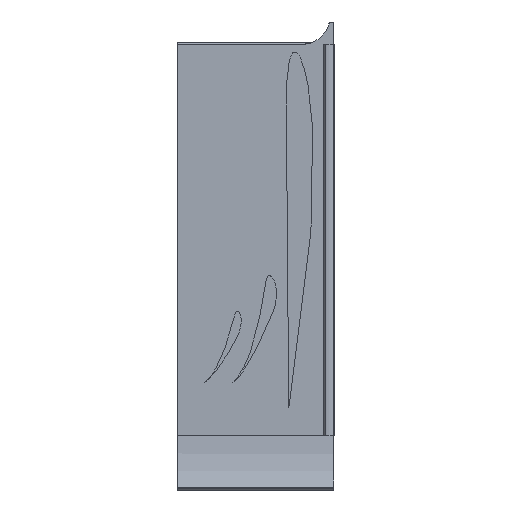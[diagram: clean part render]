
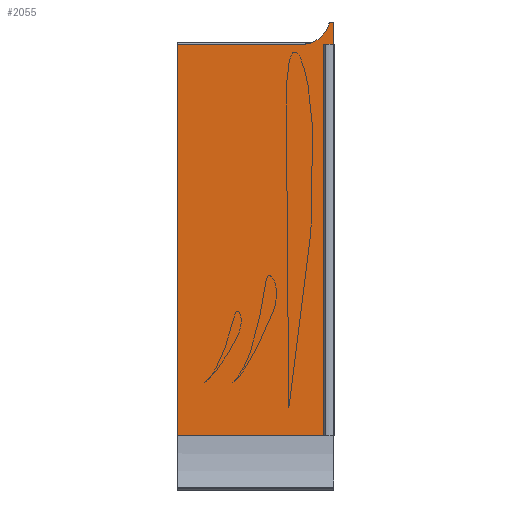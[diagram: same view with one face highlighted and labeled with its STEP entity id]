
A CAD part, left-side view. The second image highlights one B-rep face of the part: STEP entity #2055.
In plain terms, the highlighted planar face has unit normal (-1, 0, 0).
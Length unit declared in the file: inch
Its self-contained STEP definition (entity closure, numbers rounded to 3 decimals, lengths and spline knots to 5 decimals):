
#1 = ORIENTED_EDGE ( 'NONE', *, *, #3482, .T. ) ;
#30 = CARTESIAN_POINT ( 'NONE',  ( -26.30971, 8.75, 64.45264 ) ) ;
#41 = PLANE ( 'NONE',  #1188 ) ;
#61 = CARTESIAN_POINT ( 'NONE',  ( -26.30971, 0.88324, 65.45264 ) ) ;
#70 = DIRECTION ( 'NONE',  ( 0., -1., 0. ) ) ;
#155 = EDGE_CURVE ( 'NONE', #2566, #963, #1154, .T. ) ;
#237 = EDGE_CURVE ( 'NONE', #640, #587, #3354, .T. ) ;
#239 = CARTESIAN_POINT ( 'NONE',  ( -26.30971, 2.25, 64.45264 ) ) ;
#282 = CARTESIAN_POINT ( 'NONE',  ( -26.30971, 0.88324, 65.45264 ) ) ;
#355 = CARTESIAN_POINT ( 'NONE',  ( -26.30971, 8.75, 44.45264 ) ) ;
#556 = CIRCLE ( 'NONE', #1486, 0.13324 ) ;
#565 = DIRECTION ( 'NONE',  ( -1., 0., 0. ) ) ;
#587 = VERTEX_POINT ( 'NONE', #3371 ) ;
#640 = VERTEX_POINT ( 'NONE', #1403 ) ;
#704 = AXIS2_PLACEMENT_3D ( 'NONE', #2088, #943, #1570 ) ;
#909 = ORIENTED_EDGE ( 'NONE', *, *, #1885, .T. ) ;
#943 = DIRECTION ( 'NONE',  ( 1., 0., 0. ) ) ;
#963 = VERTEX_POINT ( 'NONE', #2200 ) ;
#967 = DIRECTION ( 'NONE',  ( 0., 0., -1. ) ) ;
#1022 = VERTEX_POINT ( 'NONE', #3556 ) ;
#1115 = FACE_OUTER_BOUND ( 'NONE', #3450, .T. ) ;
#1117 = DIRECTION ( 'NONE',  ( 0., 0., -1. ) ) ;
#1154 = LINE ( 'NONE', #1980, #2255 ) ;
#1188 = AXIS2_PLACEMENT_3D ( 'NONE', #1978, #2492, #1697 ) ;
#1200 = VERTEX_POINT ( 'NONE', #3509 ) ;
#1239 = CARTESIAN_POINT ( 'NONE',  ( -26.30971, 8.75, 64.45264 ) ) ;
#1246 = CIRCLE ( 'NONE', #3111, 0.13324 ) ;
#1314 = VECTOR ( 'NONE', #70, 39.37008 ) ;
#1335 = CARTESIAN_POINT ( 'NONE',  ( -26.30971, 0.88965, 64.45264 ) ) ;
#1341 = EDGE_CURVE ( 'NONE', #2487, #3184, #1759, .T. ) ;
#1403 = CARTESIAN_POINT ( 'NONE',  ( -26.30971, 0.75, 64.45264 ) ) ;
#1421 = LINE ( 'NONE', #30, #2315 ) ;
#1427 = LINE ( 'NONE', #355, #1314 ) ;
#1486 = AXIS2_PLACEMENT_3D ( 'NONE', #61, #565, #3347 ) ;
#1544 = ORIENTED_EDGE ( 'NONE', *, *, #2001, .F. ) ;
#1570 = DIRECTION ( 'NONE',  ( 0., 0., -1. ) ) ;
#1585 = DIRECTION ( 'NONE',  ( 0., -1., 0. ) ) ;
#1668 = VECTOR ( 'NONE', #967, 39.37008 ) ;
#1697 = DIRECTION ( 'NONE',  ( 0., 0., 1. ) ) ;
#1759 = CIRCLE ( 'NONE', #704, 1.40845 ) ;
#1788 = VECTOR ( 'NONE', #1585, 39.37008 ) ;
#1852 = LINE ( 'NONE', #2944, #1668 ) ;
#1885 = EDGE_CURVE ( 'NONE', #1022, #2487, #556, .T. ) ;
#1978 = CARTESIAN_POINT ( 'NONE',  ( -26.30971, 8.75, 64.45264 ) ) ;
#1980 = CARTESIAN_POINT ( 'NONE',  ( -26.30971, 8.75, 64.45264 ) ) ;
#2001 = EDGE_CURVE ( 'NONE', #2349, #1200, #1852, .T. ) ;
#2053 = EDGE_CURVE ( 'NONE', #587, #1022, #1246, .T. ) ;
#2055 = ADVANCED_FACE ( 'NONE', ( #1115 ), #41, .T. ) ;
#2088 = CARTESIAN_POINT ( 'NONE',  ( -26.30971, 2.37126, 65.85586 ) ) ;
#2200 = CARTESIAN_POINT ( 'NONE',  ( -26.30971, 8.75, 44.45264 ) ) ;
#2255 = VECTOR ( 'NONE', #1117, 39.37008 ) ;
#2282 = DIRECTION ( 'NONE',  ( -1., 0., 0. ) ) ;
#2315 = VECTOR ( 'NONE', #3096, 39.37008 ) ;
#2322 = ORIENTED_EDGE ( 'NONE', *, *, #1341, .T. ) ;
#2331 = EDGE_CURVE ( 'NONE', #963, #1200, #1427, .T. ) ;
#2349 = VERTEX_POINT ( 'NONE', #1335 ) ;
#2487 = VERTEX_POINT ( 'NONE', #2721 ) ;
#2492 = DIRECTION ( 'NONE',  ( -1., 0., 0. ) ) ;
#2498 = EDGE_CURVE ( 'NONE', #2566, #3184, #1421, .T. ) ;
#2516 = ORIENTED_EDGE ( 'NONE', *, *, #2498, .F. ) ;
#2538 = DIRECTION ( 'NONE',  ( 0., 0., 1. ) ) ;
#2566 = VERTEX_POINT ( 'NONE', #3461 ) ;
#2649 = LINE ( 'NONE', #1239, #1788 ) ;
#2721 = CARTESIAN_POINT ( 'NONE',  ( -26.30971, 1.01184, 65.48749 ) ) ;
#2774 = ORIENTED_EDGE ( 'NONE', *, *, #2331, .T. ) ;
#2784 = DIRECTION ( 'NONE',  ( 0., 0., 1. ) ) ;
#2944 = CARTESIAN_POINT ( 'NONE',  ( -26.30971, 0.88965, 44.44264 ) ) ;
#3096 = DIRECTION ( 'NONE',  ( 0., -1., 0. ) ) ;
#3111 = AXIS2_PLACEMENT_3D ( 'NONE', #282, #2282, #2538 ) ;
#3184 = VERTEX_POINT ( 'NONE', #239 ) ;
#3264 = ORIENTED_EDGE ( 'NONE', *, *, #2053, .T. ) ;
#3301 = CARTESIAN_POINT ( 'NONE',  ( -26.30971, 0.75, 64.45264 ) ) ;
#3347 = DIRECTION ( 'NONE',  ( 0., 0., 1. ) ) ;
#3354 = LINE ( 'NONE', #3301, #3444 ) ;
#3371 = CARTESIAN_POINT ( 'NONE',  ( -26.30971, 0.75, 65.45264 ) ) ;
#3404 = ORIENTED_EDGE ( 'NONE', *, *, #237, .T. ) ;
#3444 = VECTOR ( 'NONE', #2784, 39.37008 ) ;
#3447 = ORIENTED_EDGE ( 'NONE', *, *, #155, .T. ) ;
#3450 = EDGE_LOOP ( 'NONE', ( #1544, #1, #3404, #3264, #909, #2322, #2516, #3447, #2774 ) ) ;
#3461 = CARTESIAN_POINT ( 'NONE',  ( -26.30971, 8.75, 64.45264 ) ) ;
#3482 = EDGE_CURVE ( 'NONE', #2349, #640, #2649, .T. ) ;
#3509 = CARTESIAN_POINT ( 'NONE',  ( -26.30971, 0.88965, 44.45264 ) ) ;
#3556 = CARTESIAN_POINT ( 'NONE',  ( -26.30971, 0.88324, 65.58588 ) ) ;
